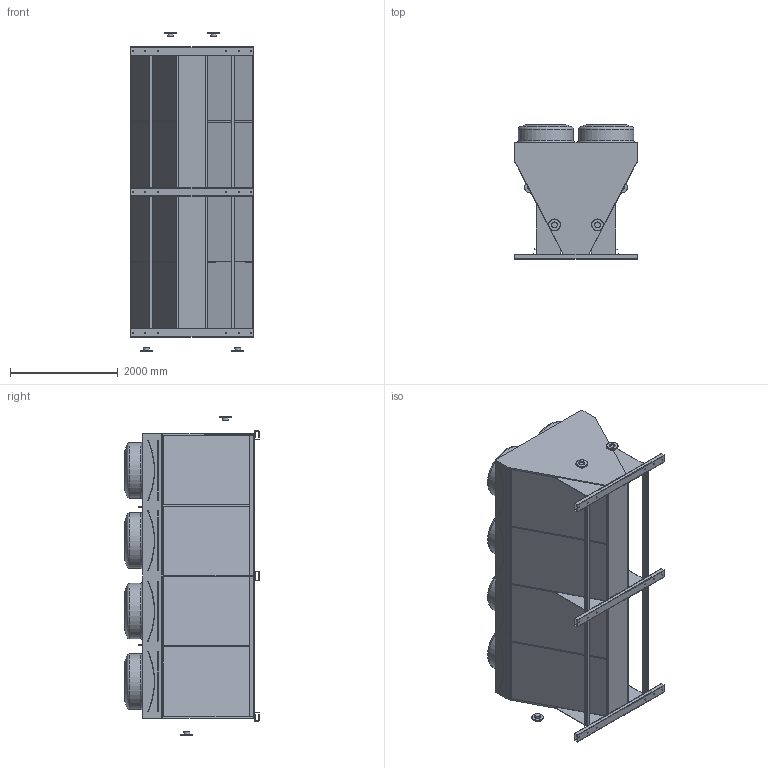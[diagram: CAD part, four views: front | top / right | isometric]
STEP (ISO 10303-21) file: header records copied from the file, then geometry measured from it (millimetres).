
FILE_DESCRIPTION (( 'STEP AP203' ), '1' );
FILE_NAME ('VDDY4M_3R48N.STEP', '2018-10-08T14:35:21', ( 'Alfa Laval' ), ( 'Alfa Laval' ), 'SwSTEP 2.0', 'SolidWorks 2016', '' );
FILE_SCHEMA (( 'CONFIG_CONTROL_DESIGN' ));
Length unit declared in the file: millimetre
Products named in the file (3): V-TYPE2_LIGHT_BODY_4MOD-OS; V-TYPE2_LIGHT_VDDY_FLANGE_OS_4MOD_3R_3P; VDDY4M_3R48N
Assembly tree (2 placements, depth 2):
  VDDY4M_3R48N
    V-TYPE2_LIGHT_BODY_4MOD-OS
    V-TYPE2_LIGHT_VDDY_FLANGE_OS_4MOD_3R_3P
Bounding box: 2280.43 x 2494.62 x 5940 mm (x, y, z)
Volume: 18855235619 mm3; surface area: 67336476.2 mm2
Topology: 11 solids, 11 shells, 938 faces, 2235 edges, 1411 vertices
Faces by surface type: cylinder 412, plane 326, torus 128, sphere 64, cone 8
Full cylindrical faces by diameter (mm): 1 x32, 20 x36, 40 x4, 100 x8, 108 x8, 220 x4, 1032 x8
Entity records: 26607 total; most frequent: DIRECTION 5058, CARTESIAN_POINT 4331, ORIENTED_EDGE 4024, AXIS2_PLACEMENT_3D 2103, EDGE_CURVE 2012, VERTEX_POINT 1376, EDGE_LOOP 1324, CIRCLE 1160
